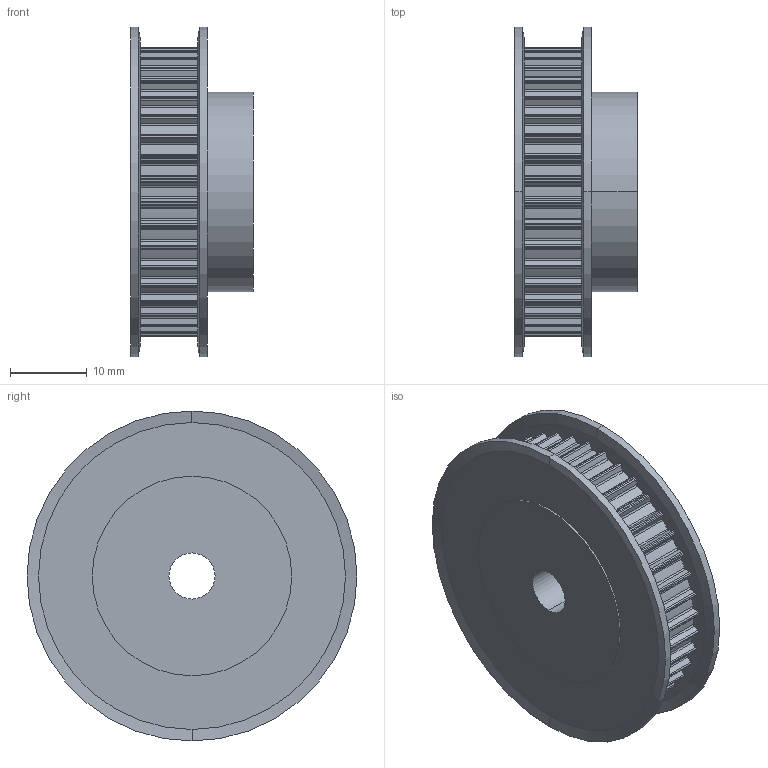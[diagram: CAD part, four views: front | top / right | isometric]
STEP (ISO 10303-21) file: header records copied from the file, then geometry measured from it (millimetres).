
FILE_DESCRIPTION(('STEP AP214'),'1');
FILE_NAME('cctmp_BB394B86-3C88-4F03-8066-4149F6698ABC_2021_1_6_11_36_32_767..stp','2021-01-06T10:36:32',('Mulco-Europe EWIV'),('CADClick - www.CADClick.com'),'Spatial InterOp 3D',' ','unknown authorization');
FILE_SCHEMA(('AUTOMOTIVE_DESIGN'));
Length unit declared in the file: millimetre
Products named in the file (1): 2021_01_06__11-36-32-751
Bounding box: 16 x 43 x 43 mm (x, y, z)
Volume: 13700.9 mm3; surface area: 6005.6 mm2
Topology: 1 solids, 1 shells, 344 faces, 1006 edges, 668 vertices
Faces by surface type: cylinder 250, plane 86, cone 8
Entity records: 14434 total; most frequent: DIRECTION 2204, CARTESIAN_POINT 2019, ORIENTED_EDGE 2012, EDGE_CURVE 1006, AXIS2_PLACEMENT_3D 853, VERTEX_POINT 668, CIRCLE 508, LINE 498
